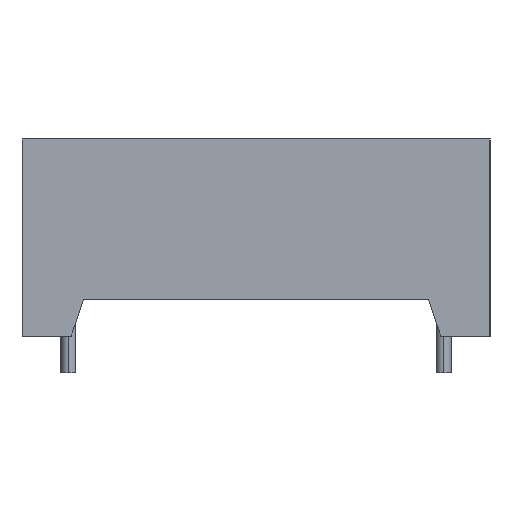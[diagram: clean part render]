
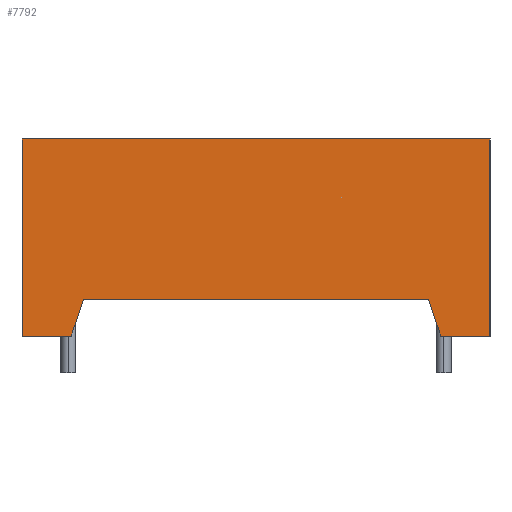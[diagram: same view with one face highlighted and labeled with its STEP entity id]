
A CAD part, left-side view. The second image highlights one B-rep face of the part: STEP entity #7792.
In plain terms, the highlighted planar face has unit normal (-1, 0, 0).
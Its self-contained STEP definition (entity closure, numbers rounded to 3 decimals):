
#35 = CARTESIAN_POINT ( 'NONE',  ( -25., -9.5, 8. ) ) ;
#70 = EDGE_CURVE ( 'NONE', #1630, #7070, #2588, .T. ) ;
#240 = VECTOR ( 'NONE', #8263, 1000. ) ;
#315 = ORIENTED_EDGE ( 'NONE', *, *, #4141, .T. ) ;
#603 = DIRECTION ( 'NONE',  ( 0., 0., -1. ) ) ;
#626 = CARTESIAN_POINT ( 'NONE',  ( -25., 9.5, 8. ) ) ;
#703 = VERTEX_POINT ( 'NONE', #6408 ) ;
#740 = DIRECTION ( 'NONE',  ( 0., -1., 0. ) ) ;
#753 = CARTESIAN_POINT ( 'NONE',  ( -25., 9.5, 0. ) ) ;
#772 = LINE ( 'NONE', #35, #1522 ) ;
#781 = VERTEX_POINT ( 'NONE', #5900 ) ;
#977 = ORIENTED_EDGE ( 'NONE', *, *, #2174, .T. ) ;
#1011 = DIRECTION ( 'NONE',  ( 0., 0., -1. ) ) ;
#1478 = LINE ( 'NONE', #4016, #3091 ) ;
#1522 = VECTOR ( 'NONE', #603, 1000. ) ;
#1526 = CARTESIAN_POINT ( 'NONE',  ( -25., -7., 1.5 ) ) ;
#1534 = EDGE_CURVE ( 'NONE', #4474, #781, #4296, .T. ) ;
#1630 = VERTEX_POINT ( 'NONE', #1526 ) ;
#1653 = VECTOR ( 'NONE', #1011, 1000. ) ;
#2083 = CARTESIAN_POINT ( 'NONE',  ( -25., -9.5, 0. ) ) ;
#2102 = PLANE ( 'NONE',  #5248 ) ;
#2174 = EDGE_CURVE ( 'NONE', #3824, #7726, #6998, .T. ) ;
#2533 = VECTOR ( 'NONE', #7850, 1000. ) ;
#2588 = LINE ( 'NONE', #5167, #2533 ) ;
#2848 = CARTESIAN_POINT ( 'NONE',  ( -25., -9.5, 8. ) ) ;
#3005 = LINE ( 'NONE', #5733, #240 ) ;
#3038 = VERTEX_POINT ( 'NONE', #8493 ) ;
#3072 = EDGE_CURVE ( 'NONE', #781, #1630, #3005, .T. ) ;
#3091 = VECTOR ( 'NONE', #6066, 1000. ) ;
#3556 = ORIENTED_EDGE ( 'NONE', *, *, #6625, .T. ) ;
#3824 = VERTEX_POINT ( 'NONE', #626 ) ;
#3855 = CARTESIAN_POINT ( 'NONE',  ( -25., 7., 1.5 ) ) ;
#4016 = CARTESIAN_POINT ( 'NONE',  ( -25., 7., 1.5 ) ) ;
#4141 = EDGE_CURVE ( 'NONE', #703, #3824, #8223, .T. ) ;
#4296 = LINE ( 'NONE', #8426, #6454 ) ;
#4311 = LINE ( 'NONE', #7688, #8120 ) ;
#4445 = CARTESIAN_POINT ( 'NONE',  ( -25., 9.5, 8. ) ) ;
#4474 = VERTEX_POINT ( 'NONE', #2083 ) ;
#4536 = ORIENTED_EDGE ( 'NONE', *, *, #1534, .F. ) ;
#4710 = VECTOR ( 'NONE', #8056, 1000. ) ;
#4713 = EDGE_CURVE ( 'NONE', #703, #4474, #772, .T. ) ;
#4744 = CARTESIAN_POINT ( 'NONE',  ( -25., -9.5, 8. ) ) ;
#4786 = FACE_OUTER_BOUND ( 'NONE', #7234, .T. ) ;
#5121 = EDGE_CURVE ( 'NONE', #3038, #7726, #4311, .T. ) ;
#5167 = CARTESIAN_POINT ( 'NONE',  ( -25., -9.5, 1.5 ) ) ;
#5248 = AXIS2_PLACEMENT_3D ( 'NONE', #4744, #5927, #740 ) ;
#5423 = ORIENTED_EDGE ( 'NONE', *, *, #4713, .F. ) ;
#5733 = CARTESIAN_POINT ( 'NONE',  ( -25., -5.3, 6.6 ) ) ;
#5900 = CARTESIAN_POINT ( 'NONE',  ( -25., -7.5, 0. ) ) ;
#5927 = DIRECTION ( 'NONE',  ( -1., 0., 0. ) ) ;
#6066 = DIRECTION ( 'NONE',  ( 0., -0.316, 0.949 ) ) ;
#6205 = ORIENTED_EDGE ( 'NONE', *, *, #3072, .F. ) ;
#6408 = CARTESIAN_POINT ( 'NONE',  ( -25., -9.5, 8. ) ) ;
#6454 = VECTOR ( 'NONE', #6894, 1000. ) ;
#6625 = EDGE_CURVE ( 'NONE', #3038, #7070, #1478, .T. ) ;
#6894 = DIRECTION ( 'NONE',  ( 0., 1., 0. ) ) ;
#6907 = DIRECTION ( 'NONE',  ( 0., 1., 0. ) ) ;
#6998 = LINE ( 'NONE', #4445, #1653 ) ;
#7070 = VERTEX_POINT ( 'NONE', #3855 ) ;
#7234 = EDGE_LOOP ( 'NONE', ( #7325, #6205, #4536, #5423, #315, #977, #7323, #3556 ) ) ;
#7323 = ORIENTED_EDGE ( 'NONE', *, *, #5121, .F. ) ;
#7325 = ORIENTED_EDGE ( 'NONE', *, *, #70, .F. ) ;
#7688 = CARTESIAN_POINT ( 'NONE',  ( -25., 9.5, 0. ) ) ;
#7726 = VERTEX_POINT ( 'NONE', #753 ) ;
#7792 = ADVANCED_FACE ( 'NONE', ( #4786 ), #2102, .T. ) ;
#7850 = DIRECTION ( 'NONE',  ( 0., 1., 0. ) ) ;
#8056 = DIRECTION ( 'NONE',  ( 0., 1., 0. ) ) ;
#8120 = VECTOR ( 'NONE', #6907, 1000. ) ;
#8223 = LINE ( 'NONE', #2848, #4710 ) ;
#8263 = DIRECTION ( 'NONE',  ( 0., 0.316, 0.949 ) ) ;
#8426 = CARTESIAN_POINT ( 'NONE',  ( -25., -7., 0. ) ) ;
#8493 = CARTESIAN_POINT ( 'NONE',  ( -25., 7.5, 0. ) ) ;
